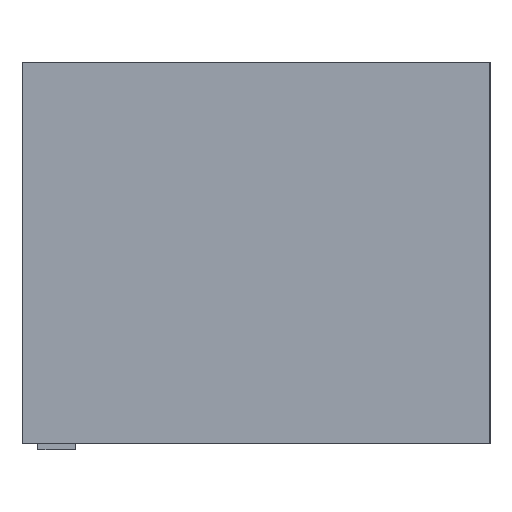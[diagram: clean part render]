
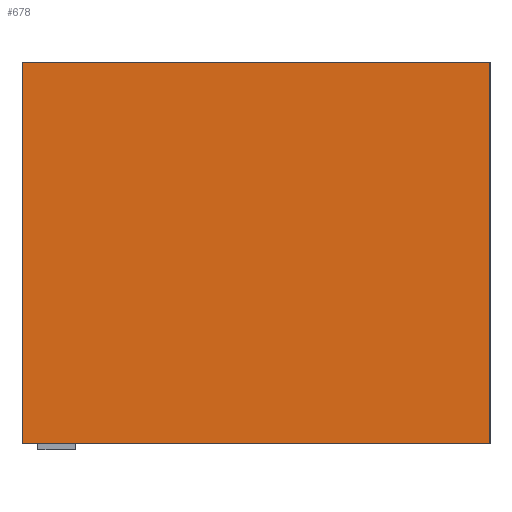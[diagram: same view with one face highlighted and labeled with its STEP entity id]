
A CAD part, left-side view. The second image highlights one B-rep face of the part: STEP entity #678.
In plain terms, the highlighted face is planar.
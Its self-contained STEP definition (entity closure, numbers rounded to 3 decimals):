
#104=PLANE('',#781);
#139=FACE_OUTER_BOUND('',#190,.T.);
#190=EDGE_LOOP('',(#581,#582,#583,#584));
#228=LINE('',#1086,#293);
#232=LINE('',#1094,#297);
#235=LINE('',#1100,#300);
#238=LINE('',#1105,#303);
#293=VECTOR('',#897,10.);
#297=VECTOR('',#903,10.);
#300=VECTOR('',#908,10.);
#303=VECTOR('',#913,10.);
#378=VERTEX_POINT('',#1084);
#379=VERTEX_POINT('',#1085);
#382=VERTEX_POINT('',#1093);
#384=VERTEX_POINT('',#1099);
#444=EDGE_CURVE('',#378,#379,#228,.T.);
#448=EDGE_CURVE('',#382,#378,#232,.T.);
#451=EDGE_CURVE('',#384,#382,#235,.T.);
#454=EDGE_CURVE('',#379,#384,#238,.T.);
#581=ORIENTED_EDGE('',*,*,#454,.F.);
#582=ORIENTED_EDGE('',*,*,#444,.F.);
#583=ORIENTED_EDGE('',*,*,#448,.F.);
#584=ORIENTED_EDGE('',*,*,#451,.F.);
#678=ADVANCED_FACE('',(#139),#104,.F.);
#781=AXIS2_PLACEMENT_3D('',#1108,#917,#918);
#897=DIRECTION('',(-1.,0.,0.));
#903=DIRECTION('',(0.,1.,0.));
#908=DIRECTION('',(1.,0.,0.));
#913=DIRECTION('',(0.,-1.,0.));
#917=DIRECTION('center_axis',(0.,0.,1.));
#918=DIRECTION('ref_axis',(1.,0.,0.));
#1084=CARTESIAN_POINT('',(187.,152.4,0.));
#1085=CARTESIAN_POINT('',(0.,152.4,0.));
#1086=CARTESIAN_POINT('',(187.,152.4,0.));
#1093=CARTESIAN_POINT('',(187.,0.,0.));
#1094=CARTESIAN_POINT('',(187.,0.,0.));
#1099=CARTESIAN_POINT('',(0.,0.,0.));
#1100=CARTESIAN_POINT('',(0.,0.,0.));
#1105=CARTESIAN_POINT('',(0.,152.4,0.));
#1108=CARTESIAN_POINT('Origin',(93.5,76.2,0.));
